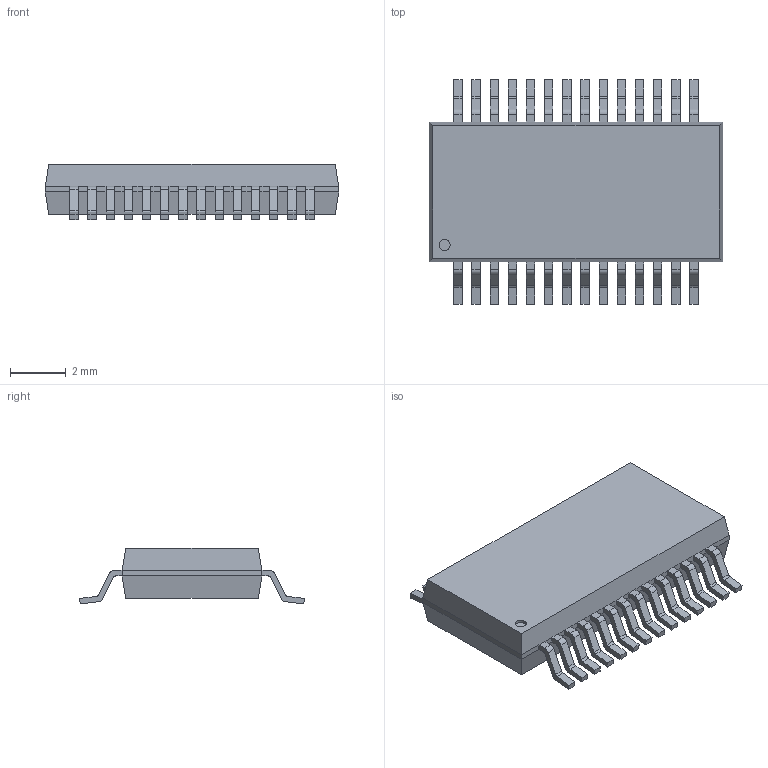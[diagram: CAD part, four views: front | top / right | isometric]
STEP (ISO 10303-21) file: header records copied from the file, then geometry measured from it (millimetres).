
FILE_DESCRIPTION(/* description */ ('Alibre Inc.'),/* implementation_level */ '2;1');
FILE_NAME(/* name */ 'export0',/* time_stamp */ '2013-05-20T20:04:58+03:00',/* author */ (''),/* organization */ (''),/* preprocessor_version */ 'ST-DEVELOPER v14',/* originating_system */ 'Alibre',/* authorisation */ '');
FILE_SCHEMA (('AUTOMOTIVE_DESIGN'));
Length unit declared in the file: centimetre
Bounding box: 10.5 x 8.05 x 2 mm (x, y, z)
Volume: 94.9 mm3; surface area: 210.7 mm2
Topology: 1 solids, 1 shells, 408 faces, 1095 edges, 690 vertices
Faces by surface type: plane 295, cylinder 113
Full cylindrical faces by diameter (mm): 0.4 x1
Entity records: 12122 total; most frequent: ORIENTED_EDGE 2188, CARTESIAN_POINT 2052, DIRECTION 1701, EDGE_CURVE 1094, VECTOR 756, LINE 756, VERTEX_POINT 690, AXIS2_PLACEMENT_3D 606
